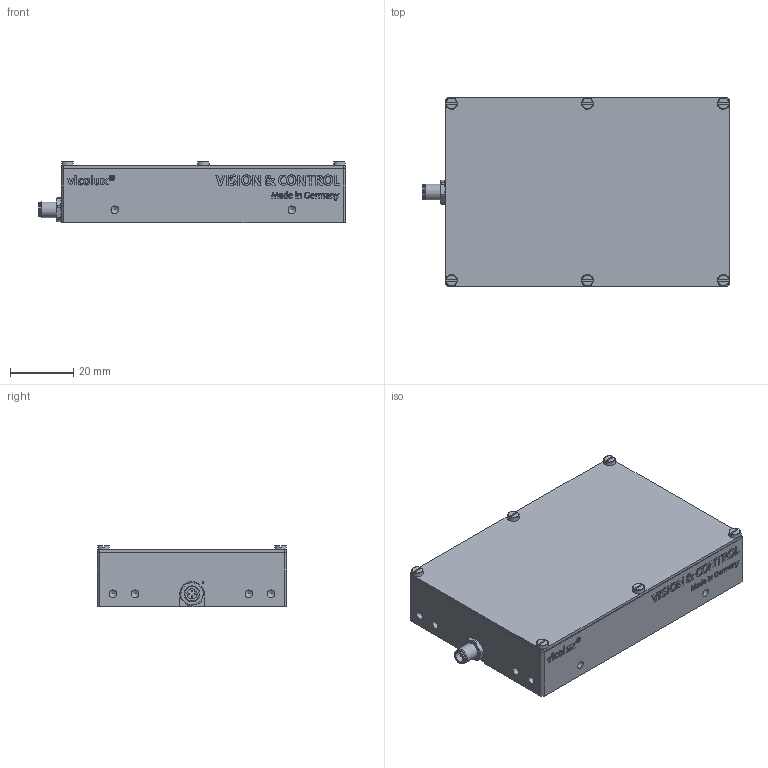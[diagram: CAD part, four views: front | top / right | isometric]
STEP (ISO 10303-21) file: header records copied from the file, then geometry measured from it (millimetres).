
FILE_DESCRIPTION(/* description */ ('>>BEZEICHNUNG<<'),/* implementation_level */ '2;1');
FILE_NAME(/* name */ 'vicolux_FDL60x90_C.stp',/* time_stamp */ '2016-09-13T11:34:55+02:00',/* author */ ('REGENSPURG'),/* organization */ ('Vision & Control'),/* preprocessor_version */ 'ST-DEVELOPER v16.1',/* originating_system */ 'Autodesk Inventor 2016',/* authorisation */ '');
FILE_SCHEMA (('AUTOMOTIVE_DESIGN { 1 0 10303 214 3 1 1 }'));
Length unit declared in the file: millimetre
Products named in the file (1): vicolux_FDL60x90_C
Bounding box: 97.2 x 60 x 19.3 mm (x, y, z)
Volume: 96733.2 mm3; surface area: 17594.7 mm2
Topology: 1 solids, 1 shells, 610 faces, 1581 edges, 1037 vertices
Faces by surface type: plane 337, bspline 180, cylinder 39, cone 37, torus 13, sphere 4
Full cylindrical faces by diameter (mm): 0.48 x4, 1.567 x6, 2.459 x16, 4.5 x2, 5 x1, 6 x1
Entity records: 23074 total; most frequent: CARTESIAN_POINT 9281, ORIENTED_EDGE 2966, DIRECTION 2049, EDGE_CURVE 1483, VERTEX_POINT 999, LINE 889, VECTOR 889, EDGE_LOOP 734
